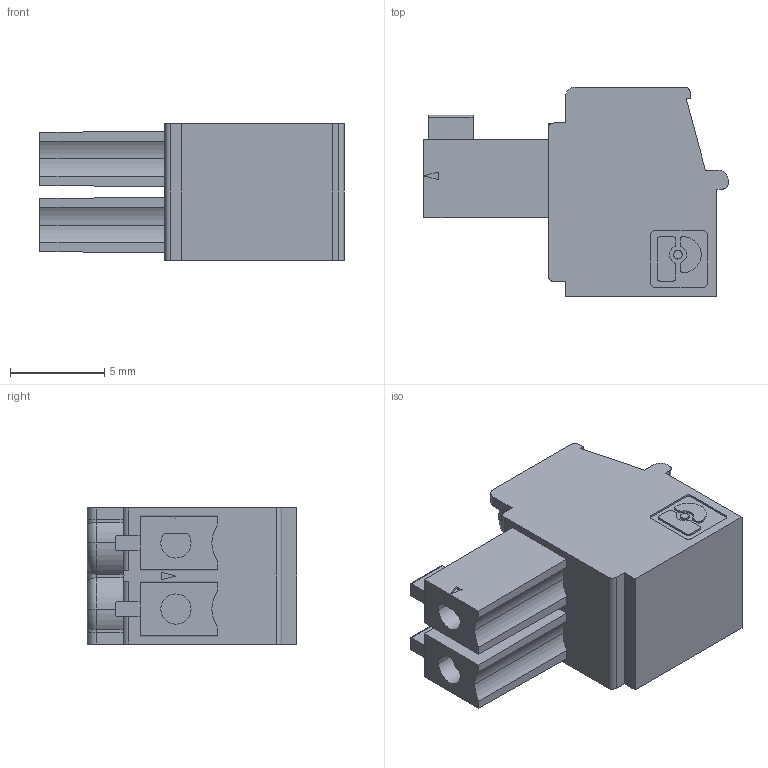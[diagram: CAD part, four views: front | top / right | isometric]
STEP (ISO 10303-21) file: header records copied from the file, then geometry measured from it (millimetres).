
FILE_DESCRIPTION(('SolidDesigner STEP Export'),'1');
FILE_NAME('mc_1.5-2-st-3.5.stp','2000-11-24T12:19:17',(''),(''), 'SolidDesigner STEP processor Version: 7.0(Mar 1999)for AP214(CD)(Solid Model)', 'CoCreate SolidDesigner: 08.01 19-Jun-2000(C) CoCreate Software GmbH','');
FILE_SCHEMA(('AUTOMOTIVE_DESIGN_CC2 {1 2 10303 214 -1 1 5 1}'));
Length unit declared in the file: millimetre
Products named in the file (2): mc_1.5-2-st-3.5
Assembly tree (1 placements, depth 2):
  mc_1.5-2-st-3.5
    mc_1.5-2-st-3.5
Bounding box: 16.1 x 11.1 x 7.2 mm (x, y, z)
Volume: 732.8 mm3; surface area: 804 mm2
Topology: 1 solids, 1 shells, 194 faces, 514 edges, 338 vertices
Faces by surface type: plane 104, cylinder 70, torus 12, cone 8
Entity records: 8014 total; most frequent: CARTESIAN_POINT 1758, ORIENTED_EDGE 1028, DIRECTION 893, EDGE_CURVE 514, VERTEX_POINT 338, VECTOR 309, LINE 309, AXIS2_PLACEMENT_3D 292
